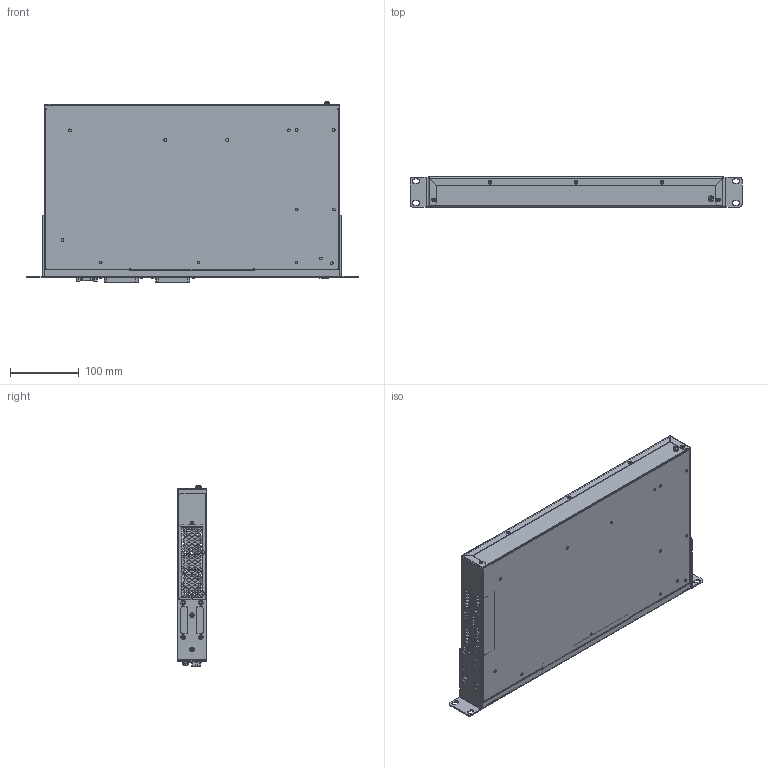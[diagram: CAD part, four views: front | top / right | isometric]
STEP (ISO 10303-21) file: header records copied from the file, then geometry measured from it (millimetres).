
FILE_DESCRIPTION (( 'STEP AP214' ), '1' );
FILE_NAME ('TAU-36.IP DC.STEP', '2025-10-01T04:24:01', ( '' ), ( '' ), 'SwSTEP 2.0', 'SolidWorks 2023', '' );
FILE_SCHEMA (( 'AUTOMOTIVE_DESIGN' ));
Length unit declared in the file: millimetre
Products named in the file (25): __TAU-72 revB DC.19.1.010 (2019.04.03)_TAU-72 revB DC.19.1.010; __DIN6798 А_DIN 6798A-4.3; __Plate tau72pwrdc (1v0); __TAU-72 revB AC(1).19.1.020; __TYCO1658391_TYCO1658391; __LP4LP_LP4LP_LP4-EP; __KF0420_KF0420B1SK-R; __DB_DB-9M; __DIN7985 M4_DIN7985 M4x10; __FRONT2_5H5EX_FRONT2_5H5EX_FRONT 2,5-H-SA 5-EX; __TAU-72 revB AC_2v0.19.1.041_corbel fan; __RJ451X1LED_LA1S10943__RJ451X1LED_LA1S10943__LA1S109-43; TAU-36.IP DC; __FRONT2_5H5EX_FRONT2_5H5EX_D-FRONT 2,5H; __SWT42_SWT42_SWT-42-4.3; __TAU-72 revB AC.19.1.021_По умолчаниюSM-FLAT-PATTERN; __TAU-36 revB DC_2v0.19.1.000 (2019.12.06)_TAU-36 revB DC_2v0.19.1.000; __scr10_PCHSN-6; __TAU-36 revB DCv2.19.1.031 (2019.12.06)_Front Panel; __FLANGE.01.004.ХХХ_Eltex; __TAU-72 revB AC_2v0.19.1.040_corbel fan AS; __CENR36F_CENR36F_CENR 36F(var.2); __TAU-72 revB DC.19.1.011 (2019.04.03); __ПП TAU-72.IP rev.D1 (2v1)_TAU-36.IP rev.D1; __Cable DBS_TAU-72 revС 1v0
Assembly tree (30 placements, depth 5):
  TAU-36.IP DC
    __ПП TAU-72.IP rev.D1 (2v1)_TAU-36.IP rev.D1
      __CENR36F_CENR36F_CENR 36F(var.2)  x2
      __TYCO1658391_TYCO1658391
      __RJ451X1LED_LA1S10943__RJ451X1LED_LA1S10943__LA1S109-43  x3
      __SWT42_SWT42_SWT-42-4.3
    __Cable DBS_TAU-72 revС 1v0
      __DB_DB-9M
    __Plate tau72pwrdc (1v0)
      __FRONT2_5H5EX_FRONT2_5H5EX_FRONT 2,5-H-SA 5-EX
      __FRONT2_5H5EX_FRONT2_5H5EX_D-FRONT 2,5H
    __TAU-36 revB DC_2v0.19.1.000 (2019.12.06)_TAU-36 revB DC_2v0.19.1.000
      __TAU-72 revB DC.19.1.010 (2019.04.03)_TAU-72 revB DC.19.1.010
        __TAU-72 revB DC.19.1.011 (2019.04.03)
        __TAU-72 revB AC_2v0.19.1.040_corbel fan AS
          __TAU-72 revB AC_2v0.19.1.041_corbel fan
      __TAU-36 revB DCv2.19.1.031 (2019.12.06)_Front Panel
      __TAU-72 revB AC(1).19.1.020
        __TAU-72 revB AC.19.1.021_По умолчаниюSM-FLAT-PATTERN
      __FLANGE.01.004.ХХХ_Eltex  x2
    __scr10_PCHSN-6  x2
    __KF0420_KF0420B1SK-R  x2
    __DIN6798 А_DIN 6798A-4.3
    __DIN7985 M4_DIN7985 M4x10
    __LP4LP_LP4LP_LP4-EP
Bounding box: 482.6 x 43.6 x 262.83 mm (x, y, z)
Volume: 388078.6 mm3; surface area: 682598.6 mm2
Topology: 46 solids, 46 shells, 6195 faces, 16994 edges, 11104 vertices
Faces by surface type: plane 4226, cylinder 1635, cone 178, bspline 94, torus 54, sphere 8
Entity records: 169003 total; most frequent: CARTESIAN_POINT 37048, ORIENTED_EDGE 28298, DIRECTION 24900, EDGE_CURVE 14149, VECTOR 10752, LINE 10752, VERTEX_POINT 9274, AXIS2_PLACEMENT_3D 7074
